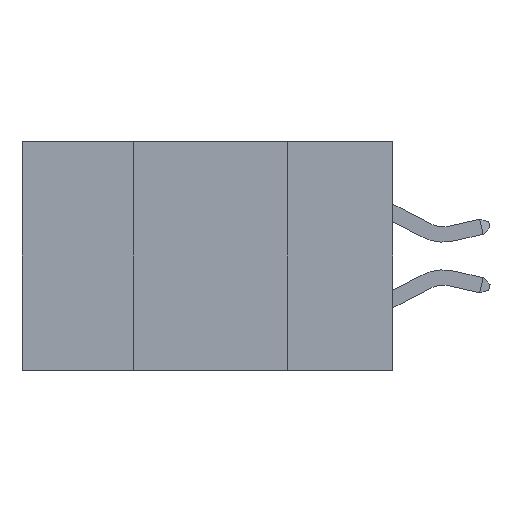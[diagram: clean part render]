
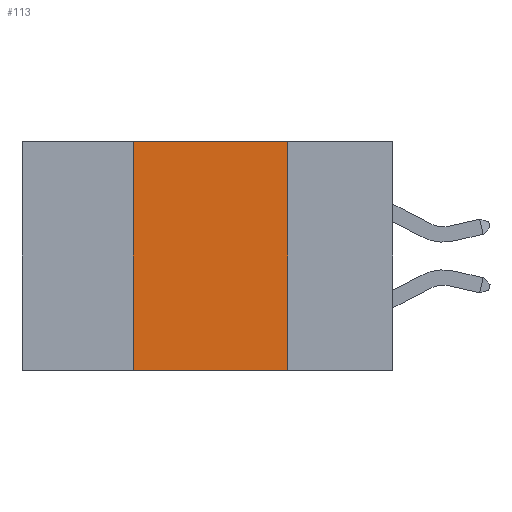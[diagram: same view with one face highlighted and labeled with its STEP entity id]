
A CAD part, left-side view. The second image highlights one B-rep face of the part: STEP entity #113.
In plain terms, the highlighted planar face has unit normal (-1, 0, 0).
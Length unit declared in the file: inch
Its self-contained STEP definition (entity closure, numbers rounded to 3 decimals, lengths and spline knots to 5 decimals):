
#87 = CARTESIAN_POINT ( 'NONE',  ( 0., 0.17, 0. ) ) ;
#113 = ADVANCED_FACE ( 'NONE', ( #3238 ), #9384, .F. ) ;
#287 = EDGE_CURVE ( 'NONE', #9711, #374, #351, .T. ) ;
#317 = ORIENTED_EDGE ( 'NONE', *, *, #2098, .F. ) ;
#351 = LINE ( 'NONE', #1905, #8577 ) ;
#374 = VERTEX_POINT ( 'NONE', #10541 ) ;
#567 = EDGE_CURVE ( 'NONE', #9711, #1542, #2544, .T. ) ;
#593 = CARTESIAN_POINT ( 'NONE',  ( 0., 0.6, 0. ) ) ;
#656 = LINE ( 'NONE', #9295, #3337 ) ;
#1250 = LINE ( 'NONE', #4561, #3849 ) ;
#1542 = VERTEX_POINT ( 'NONE', #4313 ) ;
#1868 = EDGE_CURVE ( 'NONE', #374, #10901, #1250, .T. ) ;
#1905 = CARTESIAN_POINT ( 'NONE',  ( 0., 0.42, 0. ) ) ;
#2098 = EDGE_CURVE ( 'NONE', #10901, #1542, #656, .T. ) ;
#2393 = DIRECTION ( 'NONE',  ( 0., 0., -1. ) ) ;
#2544 = LINE ( 'NONE', #3572, #9800 ) ;
#3238 = FACE_OUTER_BOUND ( 'NONE', #9297, .T. ) ;
#3308 = DIRECTION ( 'NONE',  ( 0., -1., 0. ) ) ;
#3337 = VECTOR ( 'NONE', #2393, 39.37008 ) ;
#3572 = CARTESIAN_POINT ( 'NONE',  ( 0., 0.6, -0.37 ) ) ;
#3849 = VECTOR ( 'NONE', #3308, 39.37008 ) ;
#4313 = CARTESIAN_POINT ( 'NONE',  ( 0., 0.17, -0.37 ) ) ;
#4561 = CARTESIAN_POINT ( 'NONE',  ( 0., 0.6, 0. ) ) ;
#5910 = DIRECTION ( 'NONE',  ( 0., -1., 0. ) ) ;
#6623 = AXIS2_PLACEMENT_3D ( 'NONE', #593, #9768, #10926 ) ;
#6765 = DIRECTION ( 'NONE',  ( 0., 0., 1. ) ) ;
#7004 = ORIENTED_EDGE ( 'NONE', *, *, #567, .T. ) ;
#7307 = ORIENTED_EDGE ( 'NONE', *, *, #287, .F. ) ;
#8577 = VECTOR ( 'NONE', #6765, 39.37008 ) ;
#8867 = ORIENTED_EDGE ( 'NONE', *, *, #1868, .F. ) ;
#9295 = CARTESIAN_POINT ( 'NONE',  ( 0., 0.17, 0. ) ) ;
#9297 = EDGE_LOOP ( 'NONE', ( #317, #8867, #7307, #7004 ) ) ;
#9384 = PLANE ( 'NONE',  #6623 ) ;
#9711 = VERTEX_POINT ( 'NONE', #9844 ) ;
#9768 = DIRECTION ( 'NONE',  ( 1., 0., 0. ) ) ;
#9800 = VECTOR ( 'NONE', #5910, 39.37008 ) ;
#9844 = CARTESIAN_POINT ( 'NONE',  ( 0., 0.42, -0.37 ) ) ;
#10541 = CARTESIAN_POINT ( 'NONE',  ( 0., 0.42, 0. ) ) ;
#10901 = VERTEX_POINT ( 'NONE', #87 ) ;
#10926 = DIRECTION ( 'NONE',  ( 0., 0., -1. ) ) ;
